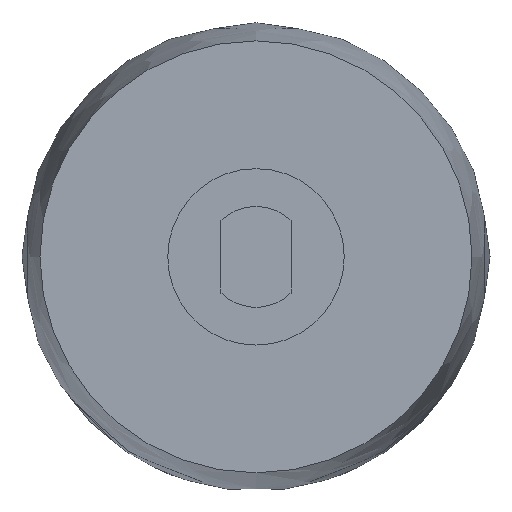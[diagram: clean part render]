
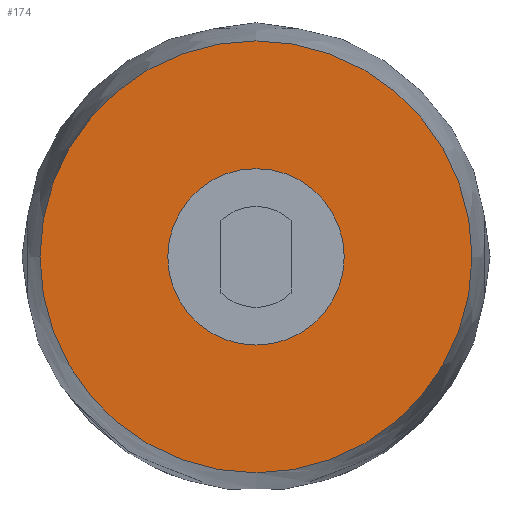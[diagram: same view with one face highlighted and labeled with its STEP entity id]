
A CAD part, left-side view. The second image highlights one B-rep face of the part: STEP entity #174.
In plain terms, the highlighted planar face has unit normal (-1, 0, 0).
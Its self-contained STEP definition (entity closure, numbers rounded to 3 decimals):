
#17=FACE_BOUND('',#57,.T.);
#26=CIRCLE('',#206,4.9);
#27=CIRCLE('',#209,12.);
#43=FACE_OUTER_BOUND('',#56,.T.);
#56=EDGE_LOOP('',(#150));
#57=EDGE_LOOP('',(#151));
#92=VERTEX_POINT('',#305);
#93=VERTEX_POINT('',#310);
#112=EDGE_CURVE('',#92,#92,#26,.T.);
#113=EDGE_CURVE('',#93,#93,#27,.T.);
#150=ORIENTED_EDGE('',*,*,#113,.T.);
#151=ORIENTED_EDGE('',*,*,#112,.T.);
#163=PLANE('',#208);
#174=ADVANCED_FACE('',(#43,#17),#163,.T.);
#206=AXIS2_PLACEMENT_3D('',#307,#255,#256);
#208=AXIS2_PLACEMENT_3D('',#309,#259,#260);
#209=AXIS2_PLACEMENT_3D('',#311,#261,#262);
#255=DIRECTION('center_axis',(1.,0.,0.));
#256=DIRECTION('ref_axis',(0.,-1.,0.));
#259=DIRECTION('center_axis',(-1.,0.,0.));
#260=DIRECTION('ref_axis',(0.,0.,1.));
#261=DIRECTION('center_axis',(-1.,0.,0.));
#262=DIRECTION('ref_axis',(0.,0.,1.));
#305=CARTESIAN_POINT('',(1.,-11.1,8.));
#307=CARTESIAN_POINT('Origin',(1.,-16.,8.));
#309=CARTESIAN_POINT('Origin',(1.,-16.,8.));
#310=CARTESIAN_POINT('',(1.,-16.,-4.));
#311=CARTESIAN_POINT('Origin',(1.,-16.,8.));
